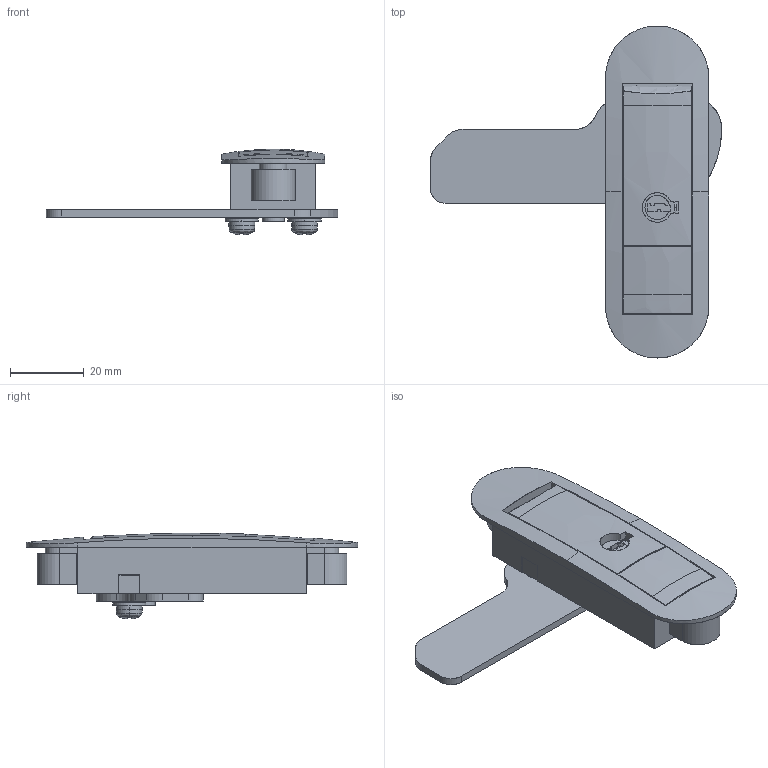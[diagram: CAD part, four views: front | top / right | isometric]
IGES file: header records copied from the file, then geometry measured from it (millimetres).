
Start section: SolidWorks IGES file using analytic representation for surfaces
Global section: file name: A-242-A-3-1.IGS,15; native system: HSolidWorks 2018; preprocessor: SolidWorks 2018; author: 1337yo; date: 210823.112455; units: millimetre
Bounding box: 79 x 90 x 23.27 mm (x, y, z)
Surface area: 25914.3 mm2 (no closed solid volume)
Topology: 0 solids, 0 shells, 542 faces, 6611 edges, 6605 vertices
Faces by surface type: bspline 350, revolution 192
